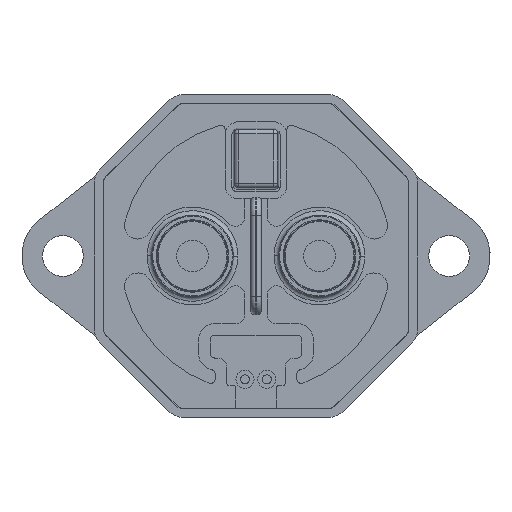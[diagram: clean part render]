
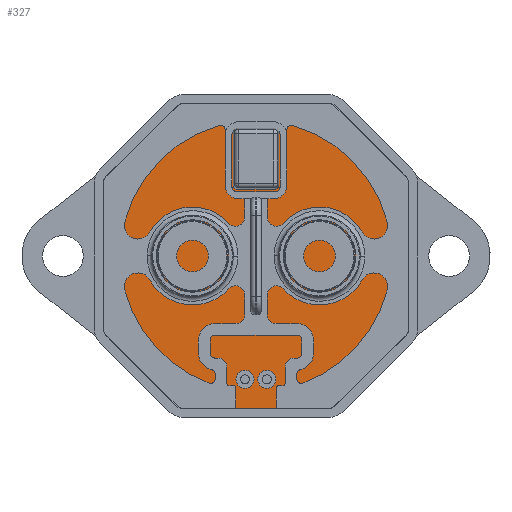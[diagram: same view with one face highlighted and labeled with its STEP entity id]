
A CAD part, front view. The second image highlights one B-rep face of the part: STEP entity #327.
In plain terms, the highlighted planar face has unit normal (0, -1, 0).
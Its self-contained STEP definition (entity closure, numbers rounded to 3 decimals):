
#9=CARTESIAN_POINT('',(8.077,-8.988,-15.8));
#10=DIRECTION('',(0.,-1.,0.));
#11=DIRECTION('',(0.,0.,-1.));
#12=AXIS2_PLACEMENT_3D('',#9,#10,#11);
#14=DIRECTION('',(1.,0.,0.));
#15=VECTOR('',#14,16.154);
#16=CARTESIAN_POINT('',(-8.077,-8.988,-17.8));
#17=LINE('',#16,#15);
#18=CARTESIAN_POINT('',(-8.077,-8.988,-15.8));
#19=DIRECTION('',(0.,-1.,0.));
#20=DIRECTION('',(-0.705,0.,-0.709));
#21=AXIS2_PLACEMENT_3D('',#18,#19,#20);
#23=DIRECTION('',(0.709,0.,-0.705));
#24=VECTOR('',#23,10.96);
#25=CARTESIAN_POINT('',(-17.26,-8.988,-9.492));
#26=LINE('',#25,#24);
#27=CARTESIAN_POINT('',(-15.85,-8.988,-8.074));
#28=DIRECTION('',(0.,-1.,0.));
#29=DIRECTION('',(-1.,0.,0.));
#30=AXIS2_PLACEMENT_3D('',#27,#28,#29);
#32=DIRECTION('',(0.,0.,-1.));
#33=VECTOR('',#32,16.148);
#34=CARTESIAN_POINT('',(-17.85,-8.988,8.074));
#35=LINE('',#34,#33);
#36=CARTESIAN_POINT('',(-15.85,-8.988,8.074));
#37=DIRECTION('',(0.,-1.,0.));
#38=DIRECTION('',(-0.705,0.,0.709));
#39=AXIS2_PLACEMENT_3D('',#36,#37,#38);
#41=DIRECTION('',(-0.709,0.,-0.705));
#42=VECTOR('',#41,10.96);
#43=CARTESIAN_POINT('',(-9.487,-8.988,17.218));
#44=LINE('',#43,#42);
#45=CARTESIAN_POINT('',(-8.077,-8.988,15.8));
#46=DIRECTION('',(0.,-1.,0.));
#47=DIRECTION('',(0.,0.,1.));
#48=AXIS2_PLACEMENT_3D('',#45,#46,#47);
#50=DIRECTION('',(-1.,0.,0.));
#51=VECTOR('',#50,16.154);
#52=CARTESIAN_POINT('',(8.077,-8.988,17.8));
#53=LINE('',#52,#51);
#54=CARTESIAN_POINT('',(8.077,-8.988,15.8));
#55=DIRECTION('',(0.,-1.,0.));
#56=DIRECTION('',(0.705,0.,0.709));
#57=AXIS2_PLACEMENT_3D('',#54,#55,#56);
#59=DIRECTION('',(-0.709,0.,0.705));
#60=VECTOR('',#59,10.96);
#61=CARTESIAN_POINT('',(17.26,-8.988,9.492));
#62=LINE('',#61,#60);
#63=CARTESIAN_POINT('',(15.85,-8.988,8.074));
#64=DIRECTION('',(0.,-1.,0.));
#65=DIRECTION('',(1.,0.,0.));
#66=AXIS2_PLACEMENT_3D('',#63,#64,#65);
#68=DIRECTION('',(0.,0.,1.));
#69=VECTOR('',#68,16.148);
#70=CARTESIAN_POINT('',(17.85,-8.988,-8.074));
#71=LINE('',#70,#69);
#72=CARTESIAN_POINT('',(15.85,-8.988,-8.074));
#73=DIRECTION('',(0.,-1.,0.));
#74=DIRECTION('',(0.705,0.,-0.709));
#75=AXIS2_PLACEMENT_3D('',#72,#73,#74);
#77=DIRECTION('',(0.709,0.,0.705));
#78=VECTOR('',#77,10.96);
#79=CARTESIAN_POINT('',(9.487,-8.988,-17.218));
#80=LINE('',#79,#78);
#209=CARTESIAN_POINT('',(8.077,-8.988,-17.8));
#210=CARTESIAN_POINT('',(9.487,-8.988,-17.218));
#211=VERTEX_POINT('',#209);
#212=VERTEX_POINT('',#210);
#217=CARTESIAN_POINT('',(-8.077,-8.988,-17.8));
#218=VERTEX_POINT('',#217);
#221=CARTESIAN_POINT('',(-9.487,-8.988,-17.218));
#222=VERTEX_POINT('',#221);
#225=CARTESIAN_POINT('',(-17.26,-8.988,-9.492));
#226=VERTEX_POINT('',#225);
#229=CARTESIAN_POINT('',(-17.85,-8.988,-8.074));
#230=VERTEX_POINT('',#229);
#233=CARTESIAN_POINT('',(-17.85,-8.988,8.074));
#234=VERTEX_POINT('',#233);
#237=CARTESIAN_POINT('',(-17.26,-8.988,9.492));
#238=VERTEX_POINT('',#237);
#241=CARTESIAN_POINT('',(-9.487,-8.988,17.218));
#242=VERTEX_POINT('',#241);
#245=CARTESIAN_POINT('',(-8.077,-8.988,17.8));
#246=VERTEX_POINT('',#245);
#249=CARTESIAN_POINT('',(8.077,-8.988,17.8));
#250=VERTEX_POINT('',#249);
#253=CARTESIAN_POINT('',(9.487,-8.988,17.218));
#254=VERTEX_POINT('',#253);
#257=CARTESIAN_POINT('',(17.26,-8.988,9.492));
#258=VERTEX_POINT('',#257);
#261=CARTESIAN_POINT('',(17.85,-8.988,8.074));
#262=VERTEX_POINT('',#261);
#265=CARTESIAN_POINT('',(17.85,-8.988,-8.074));
#266=VERTEX_POINT('',#265);
#269=CARTESIAN_POINT('',(17.26,-8.988,-9.492));
#270=VERTEX_POINT('',#269);
#289=CARTESIAN_POINT('',(0.,-8.988,0.));
#290=DIRECTION('',(0.,1.,0.));
#291=DIRECTION('',(0.,0.,-1.));
#292=AXIS2_PLACEMENT_3D('',#289,#290,#291);
#293=PLANE('',#292);
#294=ORIENTED_EDGE('',*,*,#278,.F.);
#296=ORIENTED_EDGE('',*,*,#295,.F.);
#298=ORIENTED_EDGE('',*,*,#297,.F.);
#300=ORIENTED_EDGE('',*,*,#299,.F.);
#302=ORIENTED_EDGE('',*,*,#301,.F.);
#304=ORIENTED_EDGE('',*,*,#303,.F.);
#306=ORIENTED_EDGE('',*,*,#305,.F.);
#308=ORIENTED_EDGE('',*,*,#307,.F.);
#310=ORIENTED_EDGE('',*,*,#309,.F.);
#312=ORIENTED_EDGE('',*,*,#311,.F.);
#314=ORIENTED_EDGE('',*,*,#313,.F.);
#316=ORIENTED_EDGE('',*,*,#315,.F.);
#318=ORIENTED_EDGE('',*,*,#317,.F.);
#320=ORIENTED_EDGE('',*,*,#319,.F.);
#322=ORIENTED_EDGE('',*,*,#321,.F.);
#324=ORIENTED_EDGE('',*,*,#323,.F.);
#325=EDGE_LOOP('',(#294,#296,#298,#300,#302,#304,#306,#308,#310,#312,#314,#316,
#318,#320,#322,#324));
#326=FACE_OUTER_BOUND('',#325,.F.);
#327=ADVANCED_FACE('',(#326),#293,.F.);
#13=CIRCLE('',#12,2.);
#22=CIRCLE('',#21,2.);
#31=CIRCLE('',#30,2.);
#40=CIRCLE('',#39,2.);
#49=CIRCLE('',#48,2.);
#58=CIRCLE('',#57,2.);
#67=CIRCLE('',#66,2.);
#76=CIRCLE('',#75,2.);
#278=EDGE_CURVE('',#211,#212,#13,.T.);
#295=EDGE_CURVE('',#218,#211,#17,.T.);
#297=EDGE_CURVE('',#222,#218,#22,.T.);
#299=EDGE_CURVE('',#226,#222,#26,.T.);
#301=EDGE_CURVE('',#230,#226,#31,.T.);
#303=EDGE_CURVE('',#234,#230,#35,.T.);
#305=EDGE_CURVE('',#238,#234,#40,.T.);
#307=EDGE_CURVE('',#242,#238,#44,.T.);
#309=EDGE_CURVE('',#246,#242,#49,.T.);
#311=EDGE_CURVE('',#250,#246,#53,.T.);
#313=EDGE_CURVE('',#254,#250,#58,.T.);
#315=EDGE_CURVE('',#258,#254,#62,.T.);
#317=EDGE_CURVE('',#262,#258,#67,.T.);
#319=EDGE_CURVE('',#266,#262,#71,.T.);
#321=EDGE_CURVE('',#270,#266,#76,.T.);
#323=EDGE_CURVE('',#212,#270,#80,.T.);
